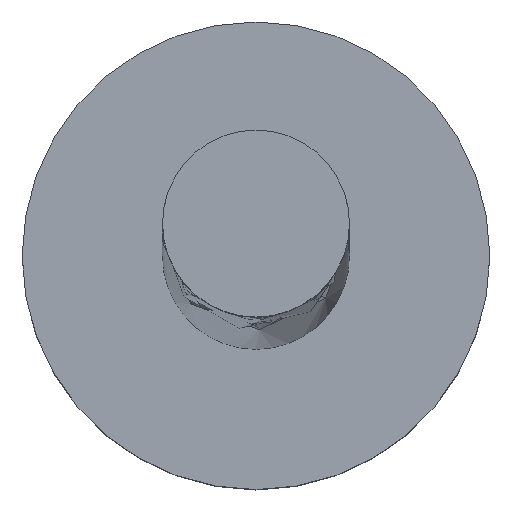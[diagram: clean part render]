
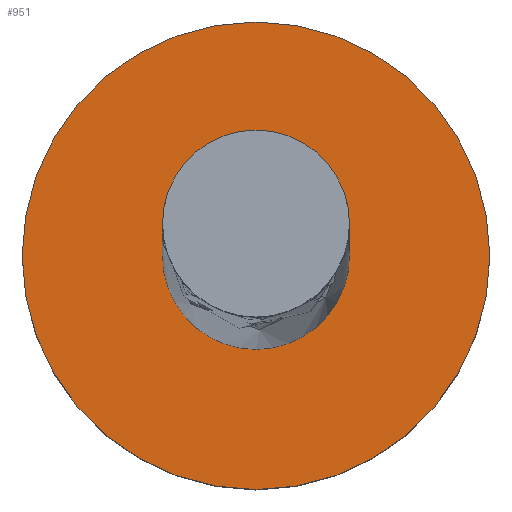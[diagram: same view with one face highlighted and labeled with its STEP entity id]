
A CAD part, top view. The second image highlights one B-rep face of the part: STEP entity #951.
In plain terms, the highlighted planar face has unit normal (0, 0, 1).
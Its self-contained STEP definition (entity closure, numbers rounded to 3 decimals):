
#8 = CARTESIAN_POINT ( 'NONE',  ( -0.5, 0., 1.2 ) ) ;
#13 = CIRCLE ( 'NONE', #1116, 0.5 ) ;
#14 = EDGE_CURVE ( 'NONE', #77, #957, #277, .T. ) ;
#58 = ORIENTED_EDGE ( 'NONE', *, *, #1276, .F. ) ;
#63 = DIRECTION ( 'NONE',  ( 1., 0., 0. ) ) ;
#77 = VERTEX_POINT ( 'NONE', #519 ) ;
#78 = EDGE_CURVE ( 'NONE', #1318, #688, #1293, .T. ) ;
#87 = PLANE ( 'NONE',  #988 ) ;
#88 = CARTESIAN_POINT ( 'NONE',  ( -1.25, 0., 1.2 ) ) ;
#198 = DIRECTION ( 'NONE',  ( 1., 0., 0. ) ) ;
#277 = CIRCLE ( 'NONE', #768, 0.5 ) ;
#283 = CARTESIAN_POINT ( 'NONE',  ( 0., 0., 1.2 ) ) ;
#286 = FACE_OUTER_BOUND ( 'NONE', #1251, .T. ) ;
#299 = DIRECTION ( 'NONE',  ( 0., 0., 1. ) ) ;
#304 = DIRECTION ( 'NONE',  ( 1., 0., 0. ) ) ;
#311 = DIRECTION ( 'NONE',  ( 0., 0., 1. ) ) ;
#429 = CARTESIAN_POINT ( 'NONE',  ( 1.25, 0., 1.2 ) ) ;
#468 = ORIENTED_EDGE ( 'NONE', *, *, #14, .F. ) ;
#519 = CARTESIAN_POINT ( 'NONE',  ( 0.5, 0., 1.2 ) ) ;
#534 = EDGE_LOOP ( 'NONE', ( #58, #468 ) ) ;
#561 = CARTESIAN_POINT ( 'NONE',  ( 0., 0., 1.2 ) ) ;
#612 = DIRECTION ( 'NONE',  ( 0., 0., 1. ) ) ;
#621 = CARTESIAN_POINT ( 'NONE',  ( 0., 0., 1.2 ) ) ;
#688 = VERTEX_POINT ( 'NONE', #429 ) ;
#768 = AXIS2_PLACEMENT_3D ( 'NONE', #923, #612, #304 ) ;
#828 = FACE_BOUND ( 'NONE', #534, .T. ) ;
#848 = EDGE_CURVE ( 'NONE', #688, #1318, #1180, .T. ) ;
#887 = DIRECTION ( 'NONE',  ( 0., 0., 1. ) ) ;
#923 = CARTESIAN_POINT ( 'NONE',  ( 0., 0., 1.2 ) ) ;
#951 = ADVANCED_FACE ( 'NONE', ( #828, #286 ), #87, .T. ) ;
#957 = VERTEX_POINT ( 'NONE', #8 ) ;
#964 = ORIENTED_EDGE ( 'NONE', *, *, #78, .T. ) ;
#988 = AXIS2_PLACEMENT_3D ( 'NONE', #1128, #299, #1141 ) ;
#1018 = ORIENTED_EDGE ( 'NONE', *, *, #848, .T. ) ;
#1116 = AXIS2_PLACEMENT_3D ( 'NONE', #621, #1135, #63 ) ;
#1128 = CARTESIAN_POINT ( 'NONE',  ( 0., 0., 1.2 ) ) ;
#1135 = DIRECTION ( 'NONE',  ( 0., 0., 1. ) ) ;
#1141 = DIRECTION ( 'NONE',  ( 1., 0., 0. ) ) ;
#1155 = AXIS2_PLACEMENT_3D ( 'NONE', #283, #311, #198 ) ;
#1180 = CIRCLE ( 'NONE', #1315, 1.25 ) ;
#1183 = DIRECTION ( 'NONE',  ( 1., 0., 0. ) ) ;
#1251 = EDGE_LOOP ( 'NONE', ( #964, #1018 ) ) ;
#1276 = EDGE_CURVE ( 'NONE', #957, #77, #13, .T. ) ;
#1293 = CIRCLE ( 'NONE', #1155, 1.25 ) ;
#1315 = AXIS2_PLACEMENT_3D ( 'NONE', #561, #887, #1183 ) ;
#1318 = VERTEX_POINT ( 'NONE', #88 ) ;
